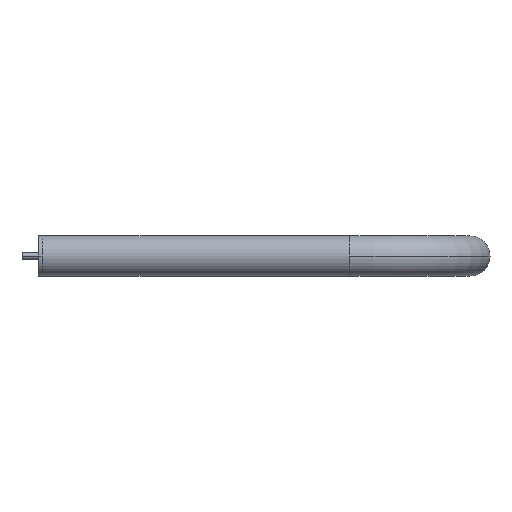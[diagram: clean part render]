
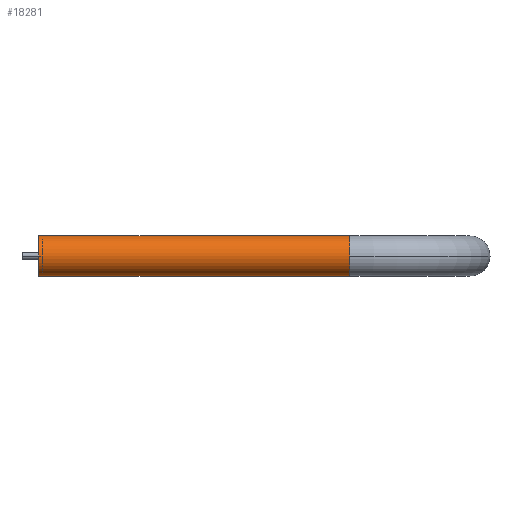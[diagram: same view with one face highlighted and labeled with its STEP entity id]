
A CAD part, front view. The second image highlights one B-rep face of the part: STEP entity #18281.
In plain terms, the highlighted cylindrical face has radius 6 mm (diameter 12 mm), a partial arc.
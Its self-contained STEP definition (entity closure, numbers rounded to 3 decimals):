
#334 = CIRCLE ( 'NONE', #11860, 6. ) ;
#389 = CIRCLE ( 'NONE', #15193, 6. ) ;
#600 = DIRECTION ( 'NONE',  ( -1., 0., 0. ) ) ;
#801 = DIRECTION ( 'NONE',  ( 0., 0., 1. ) ) ;
#1171 = VERTEX_POINT ( 'NONE', #18129 ) ;
#1517 = EDGE_CURVE ( 'NONE', #10117, #1171, #13188, .T. ) ;
#1961 = VERTEX_POINT ( 'NONE', #10770 ) ;
#2963 = VECTOR ( 'NONE', #10746, 1000. ) ;
#4757 = ORIENTED_EDGE ( 'NONE', *, *, #19550, .T. ) ;
#5414 = EDGE_CURVE ( 'NONE', #1171, #15183, #389, .T. ) ;
#5752 = CYLINDRICAL_SURFACE ( 'NONE', #19739, 6. ) ;
#5854 = CARTESIAN_POINT ( 'NONE',  ( -64.496, -93.23, 6. ) ) ;
#5953 = CARTESIAN_POINT ( 'NONE',  ( 28.496, -93.23, 0. ) ) ;
#6137 = DIRECTION ( 'NONE',  ( 0., 0., -1. ) ) ;
#6987 = CARTESIAN_POINT ( 'NONE',  ( 28.496, -93.23, 0. ) ) ;
#8264 = CARTESIAN_POINT ( 'NONE',  ( -64.496, -93.23, 0. ) ) ;
#9137 = DIRECTION ( 'NONE',  ( -1., 0., 0. ) ) ;
#9346 = ORIENTED_EDGE ( 'NONE', *, *, #13380, .T. ) ;
#10117 = VERTEX_POINT ( 'NONE', #12617 ) ;
#10141 = CARTESIAN_POINT ( 'NONE',  ( 28.496, -99.23, 0. ) ) ;
#10207 = DIRECTION ( 'NONE',  ( -1., 0., 0. ) ) ;
#10361 = VERTEX_POINT ( 'NONE', #10141 ) ;
#10746 = DIRECTION ( 'NONE',  ( -1., 0., 0. ) ) ;
#10770 = CARTESIAN_POINT ( 'NONE',  ( 28.496, -93.23, 6. ) ) ;
#11044 = LINE ( 'NONE', #12676, #2963 ) ;
#11126 = ORIENTED_EDGE ( 'NONE', *, *, #15163, .T. ) ;
#11860 = AXIS2_PLACEMENT_3D ( 'NONE', #5953, #13780, #19973 ) ;
#12617 = CARTESIAN_POINT ( 'NONE',  ( 28.496, -93.23, -6. ) ) ;
#12676 = CARTESIAN_POINT ( 'NONE',  ( 28.496, -93.23, 6. ) ) ;
#13188 = LINE ( 'NONE', #14741, #17930 ) ;
#13380 = EDGE_CURVE ( 'NONE', #10361, #1961, #19101, .T. ) ;
#13780 = DIRECTION ( 'NONE',  ( -1., 0., 0. ) ) ;
#14544 = DIRECTION ( 'NONE',  ( -1., 0., 0. ) ) ;
#14741 = CARTESIAN_POINT ( 'NONE',  ( 28.496, -93.23, -6. ) ) ;
#15163 = EDGE_CURVE ( 'NONE', #10117, #10361, #334, .T. ) ;
#15183 = VERTEX_POINT ( 'NONE', #5854 ) ;
#15193 = AXIS2_PLACEMENT_3D ( 'NONE', #8264, #14544, #6137 ) ;
#15505 = ORIENTED_EDGE ( 'NONE', *, *, #1517, .F. ) ;
#16771 = CARTESIAN_POINT ( 'NONE',  ( 28.496, -93.23, 0. ) ) ;
#16976 = ORIENTED_EDGE ( 'NONE', *, *, #5414, .F. ) ;
#17652 = EDGE_LOOP ( 'NONE', ( #15505, #11126, #9346, #4757, #16976 ) ) ;
#17930 = VECTOR ( 'NONE', #10207, 1000. ) ;
#18129 = CARTESIAN_POINT ( 'NONE',  ( -64.496, -93.23, -6. ) ) ;
#18281 = ADVANCED_FACE ( 'NONE', ( #19772 ), #5752, .T. ) ;
#19101 = CIRCLE ( 'NONE', #19428, 6. ) ;
#19158 = DIRECTION ( 'NONE',  ( 0., 0., -1. ) ) ;
#19428 = AXIS2_PLACEMENT_3D ( 'NONE', #6987, #600, #19158 ) ;
#19550 = EDGE_CURVE ( 'NONE', #1961, #15183, #11044, .T. ) ;
#19739 = AXIS2_PLACEMENT_3D ( 'NONE', #16771, #9137, #801 ) ;
#19772 = FACE_OUTER_BOUND ( 'NONE', #17652, .T. ) ;
#19973 = DIRECTION ( 'NONE',  ( 0., 0., -1. ) ) ;
